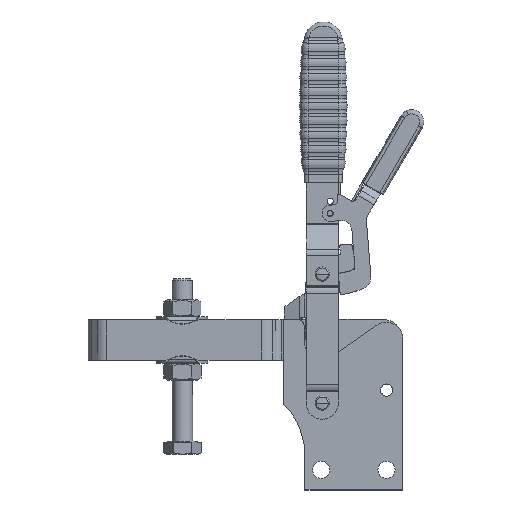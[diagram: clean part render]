
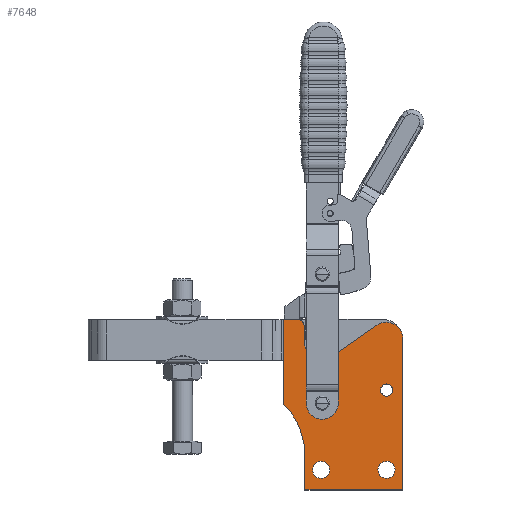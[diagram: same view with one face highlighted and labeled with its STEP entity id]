
A CAD part, top view. The second image highlights one B-rep face of the part: STEP entity #7648.
In plain terms, the highlighted planar face has unit normal (0, 0, 1).
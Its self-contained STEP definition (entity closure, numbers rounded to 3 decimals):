
#6677=CARTESIAN_POINT('',(-34.95,32.87,4.));
#6678=VERTEX_POINT('',#6677);
#6687=CARTESIAN_POINT('',(-28.45,32.87,4.0));
#6688=VERTEX_POINT('',#6687);
#6689=CARTESIAN_POINT('',(-31.7,32.87,4.0));
#6690=DIRECTION('',(0.0,0.0,1.0));
#6691=DIRECTION('',(-1.0,0.0,0.0));
#6692=AXIS2_PLACEMENT_3D('',#6689,#6690,#6691);
#6693=CIRCLE('',#6692,3.25);
#6694=EDGE_CURVE('',#6678,#6688,#6693,.T.);
#6971=CARTESIAN_POINT('',(-2.91,39.36,4.0));
#6972=VERTEX_POINT('',#6971);
#6981=CARTESIAN_POINT('',(3.09,39.36,4.0));
#6982=VERTEX_POINT('',#6981);
#6983=CARTESIAN_POINT('',(0.09,39.36,4.0));
#6984=DIRECTION('',(0.0,0.0,-1.0));
#6985=DIRECTION('',(-1.0,0.0,0.0));
#6986=AXIS2_PLACEMENT_3D('',#6983,#6984,#6985);
#6987=CIRCLE('',#6986,3.);
#6988=EDGE_CURVE('',#6982,#6972,#6987,.T.);
#7013=CARTESIAN_POINT('',(-36.45,0.,4.0));
#7014=VERTEX_POINT('',#7013);
#7023=CARTESIAN_POINT('',(-27.95,0.,4.0));
#7024=VERTEX_POINT('',#7023);
#7025=CARTESIAN_POINT('',(-32.2,0.,4.0));
#7026=DIRECTION('',(0.0,0.0,-1.0));
#7027=DIRECTION('',(-1.0,0.0,0.0));
#7028=AXIS2_PLACEMENT_3D('',#7025,#7026,#7027);
#7029=CIRCLE('',#7028,4.25);
#7030=EDGE_CURVE('',#7024,#7014,#7029,.T.);
#7055=CARTESIAN_POINT('',(-4.25,0.,4.0));
#7056=VERTEX_POINT('',#7055);
#7065=CARTESIAN_POINT('',(4.25,0.,4.0));
#7066=VERTEX_POINT('',#7065);
#7067=CARTESIAN_POINT('',(0.,0.,4.0));
#7068=DIRECTION('',(0.0,0.0,-1.0));
#7069=DIRECTION('',(-1.0,0.0,0.0));
#7070=AXIS2_PLACEMENT_3D('',#7067,#7068,#7069);
#7071=CIRCLE('',#7070,4.25);
#7072=EDGE_CURVE('',#7066,#7056,#7071,.T.);
#7099=CARTESIAN_POINT('',(-41.579,73.231,4.0));
#7100=VERTEX_POINT('',#7099);
#7116=CARTESIAN_POINT('',(-43.7,74.11,4.0));
#7117=VERTEX_POINT('',#7116);
#7124=CARTESIAN_POINT('',(-43.7,71.11,4.0));
#7125=DIRECTION('',(0.0,0.0,-1.0));
#7126=DIRECTION('',(0.707,0.707,0.0));
#7127=AXIS2_PLACEMENT_3D('',#7124,#7125,#7126);
#7128=CIRCLE('',#7127,3.);
#7129=EDGE_CURVE('',#7117,#7100,#7128,.T.);
#7140=CARTESIAN_POINT('',(-40.7,71.11,4.0));
#7141=VERTEX_POINT('',#7140);
#7142=CARTESIAN_POINT('',(-43.7,71.11,4.0));
#7143=DIRECTION('',(0.0,0.0,-1.0));
#7144=DIRECTION('',(0.707,0.707,0.0));
#7145=AXIS2_PLACEMENT_3D('',#7142,#7143,#7144);
#7146=CIRCLE('',#7145,3.);
#7147=EDGE_CURVE('',#7100,#7141,#7146,.T.);
#7323=CARTESIAN_POINT('',(-40.7,63.41,4.0));
#7324=VERTEX_POINT('',#7323);
#7325=CARTESIAN_POINT('',(-40.7,71.11,4.0));
#7326=DIRECTION('',(0.0,-1.0,0.0));
#7327=VECTOR('',#7326,7.7);
#7328=LINE('',#7325,#7327);
#7329=EDGE_CURVE('',#7141,#7324,#7328,.T.);
#7349=CARTESIAN_POINT('',(0.,0.,4.0));
#7350=DIRECTION('',(0.0,0.0,-1.0));
#7351=DIRECTION('',(-1.0,0.0,0.0));
#7352=AXIS2_PLACEMENT_3D('',#7349,#7350,#7351);
#7353=CIRCLE('',#7352,4.25);
#7354=EDGE_CURVE('',#7056,#7066,#7353,.T.);
#7367=CARTESIAN_POINT('',(-32.2,0.,4.0));
#7368=DIRECTION('',(0.0,0.0,-1.0));
#7369=DIRECTION('',(-1.0,0.0,0.0));
#7370=AXIS2_PLACEMENT_3D('',#7367,#7368,#7369);
#7371=CIRCLE('',#7370,4.25);
#7372=EDGE_CURVE('',#7014,#7024,#7371,.T.);
#7385=CARTESIAN_POINT('',(0.09,39.36,4.0));
#7386=DIRECTION('',(0.0,0.0,-1.0));
#7387=DIRECTION('',(-1.0,0.0,0.0));
#7388=AXIS2_PLACEMENT_3D('',#7385,#7386,#7387);
#7389=CIRCLE('',#7388,3.);
#7390=EDGE_CURVE('',#6972,#6982,#7389,.T.);
#7400=CARTESIAN_POINT('',(-40.23,-9.91,4.0));
#7401=VERTEX_POINT('',#7400);
#7402=CARTESIAN_POINT('',(-40.23,7.048,4.0));
#7403=VERTEX_POINT('',#7402);
#7404=CARTESIAN_POINT('',(-40.23,-9.91,4.0));
#7405=DIRECTION('',(0.0,1.0,0.0));
#7406=VECTOR('',#7405,16.958);
#7407=LINE('',#7404,#7406);
#7408=EDGE_CURVE('',#7401,#7403,#7407,.T.);
#7431=CARTESIAN_POINT('',(-50.77,32.5,4.0));
#7432=VERTEX_POINT('',#7431);
#7433=CARTESIAN_POINT('',(-76.23,7.048,4.0));
#7434=DIRECTION('',(0.0,0.0,1.0));
#7435=DIRECTION('',(-1.0,0.0,0.0));
#7436=AXIS2_PLACEMENT_3D('',#7433,#7434,#7435);
#7437=CIRCLE('',#7436,36.0);
#7438=EDGE_CURVE('',#7403,#7432,#7437,.T.);
#7456=CARTESIAN_POINT('',(-50.77,74.11,4.0));
#7457=VERTEX_POINT('',#7456);
#7458=CARTESIAN_POINT('',(-50.77,32.5,4.0));
#7459=DIRECTION('',(0.0,1.0,0.0));
#7460=VECTOR('',#7459,41.61);
#7461=LINE('',#7458,#7460);
#7462=EDGE_CURVE('',#7432,#7457,#7461,.T.);
#7483=CARTESIAN_POINT('',(-50.77,74.11,4.0));
#7484=DIRECTION('',(1.0,0.0,0.0));
#7485=VECTOR('',#7484,7.07);
#7486=LINE('',#7483,#7485);
#7487=EDGE_CURVE('',#7457,#7117,#7486,.T.);
#7497=CARTESIAN_POINT('',(-26.521,56.049,4.0));
#7498=VERTEX_POINT('',#7497);
#7499=CARTESIAN_POINT('',(-31.7,63.41,4.0));
#7500=DIRECTION('',(0.0,0.0,1.0));
#7501=DIRECTION('',(1.0,0.0,0.0));
#7502=AXIS2_PLACEMENT_3D('',#7499,#7500,#7501);
#7503=CIRCLE('',#7502,9.0);
#7504=EDGE_CURVE('',#7324,#7498,#7503,.T.);
#7522=CARTESIAN_POINT('',(-4.742,71.371,4.0));
#7523=VERTEX_POINT('',#7522);
#7524=CARTESIAN_POINT('',(-26.521,56.049,4.0));
#7525=DIRECTION('',(0.818,0.575,0.0));
#7526=VECTOR('',#7525,26.629);
#7527=LINE('',#7524,#7526);
#7528=EDGE_CURVE('',#7498,#7523,#7527,.T.);
#7546=CARTESIAN_POINT('',(8.05,64.73,4.0));
#7547=VERTEX_POINT('',#7546);
#7548=CARTESIAN_POINT('',(-0.07,64.73,4.0));
#7549=DIRECTION('',(0.0,0.0,-1.0));
#7550=DIRECTION('',(1.0,0.0,0.0));
#7551=AXIS2_PLACEMENT_3D('',#7548,#7549,#7550);
#7552=CIRCLE('',#7551,8.12);
#7553=EDGE_CURVE('',#7523,#7547,#7552,.T.);
#7571=CARTESIAN_POINT('',(8.05,-9.91,4.0));
#7572=VERTEX_POINT('',#7571);
#7573=CARTESIAN_POINT('',(8.05,64.73,4.0));
#7574=DIRECTION('',(0.0,-1.0,0.0));
#7575=VECTOR('',#7574,74.64);
#7576=LINE('',#7573,#7575);
#7577=EDGE_CURVE('',#7547,#7572,#7576,.T.);
#7595=CARTESIAN_POINT('',(8.05,-9.91,4.0));
#7596=DIRECTION('',(-1.0,0.0,0.0));
#7597=VECTOR('',#7596,48.28);
#7598=LINE('',#7595,#7597);
#7599=EDGE_CURVE('',#7572,#7401,#7598,.T.);
#7607=CARTESIAN_POINT('',(-20.922,33.57,4.0));
#7608=DIRECTION('',(0.0,0.0,1.0));
#7609=DIRECTION('',(1.0,0.0,0.0));
#7610=AXIS2_PLACEMENT_3D('',#7607,#7608,#7609);
#7611=PLANE('',#7610);
#7612=ORIENTED_EDGE('',*,*,#7129,.F.);
#7613=ORIENTED_EDGE('',*,*,#7487,.F.);
#7614=ORIENTED_EDGE('',*,*,#7462,.F.);
#7615=ORIENTED_EDGE('',*,*,#7438,.F.);
#7616=ORIENTED_EDGE('',*,*,#7408,.F.);
#7617=ORIENTED_EDGE('',*,*,#7599,.F.);
#7618=ORIENTED_EDGE('',*,*,#7577,.F.);
#7619=ORIENTED_EDGE('',*,*,#7553,.F.);
#7620=ORIENTED_EDGE('',*,*,#7528,.F.);
#7621=ORIENTED_EDGE('',*,*,#7504,.F.);
#7622=ORIENTED_EDGE('',*,*,#7329,.F.);
#7623=ORIENTED_EDGE('',*,*,#7147,.F.);
#7624=EDGE_LOOP('',(#7612,#7613,#7614,#7615,#7616,#7617,#7618,#7619,#7620,#7621,#7622,#7623));
#7625=FACE_OUTER_BOUND('',#7624,.T.);
#7626=CARTESIAN_POINT('',(-31.7,32.87,4.0));
#7627=DIRECTION('',(0.0,0.0,1.0));
#7628=DIRECTION('',(-1.0,0.0,0.0));
#7629=AXIS2_PLACEMENT_3D('',#7626,#7627,#7628);
#7630=CIRCLE('',#7629,3.25);
#7631=EDGE_CURVE('',#6688,#6678,#7630,.T.);
#7632=ORIENTED_EDGE('',*,*,#7631,.F.);
#7633=ORIENTED_EDGE('',*,*,#6694,.F.);
#7634=EDGE_LOOP('',(#7632,#7633));
#7635=FACE_BOUND('',#7634,.T.);
#7636=ORIENTED_EDGE('',*,*,#7072,.T.);
#7637=ORIENTED_EDGE('',*,*,#7354,.T.);
#7638=EDGE_LOOP('',(#7636,#7637));
#7639=FACE_BOUND('',#7638,.T.);
#7640=ORIENTED_EDGE('',*,*,#7030,.T.);
#7641=ORIENTED_EDGE('',*,*,#7372,.T.);
#7642=EDGE_LOOP('',(#7640,#7641));
#7643=FACE_BOUND('',#7642,.T.);
#7644=ORIENTED_EDGE('',*,*,#6988,.T.);
#7645=ORIENTED_EDGE('',*,*,#7390,.T.);
#7646=EDGE_LOOP('',(#7644,#7645));
#7647=FACE_BOUND('',#7646,.T.);
#7648=ADVANCED_FACE('',(#7625,#7635,#7639,#7643,#7647),#7611,.T.);
